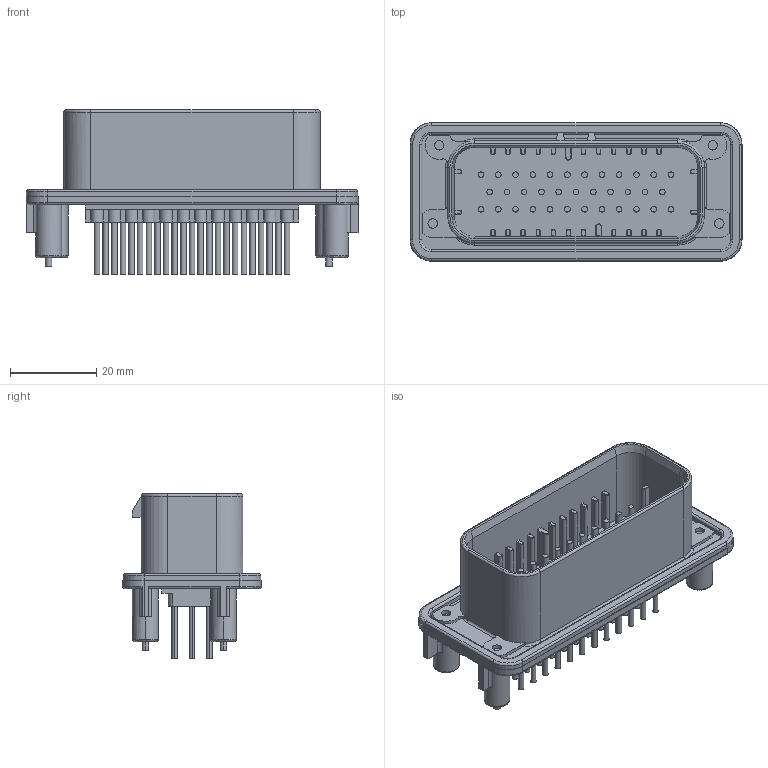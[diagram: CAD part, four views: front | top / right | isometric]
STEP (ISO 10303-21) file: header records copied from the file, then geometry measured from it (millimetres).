
FILE_DESCRIPTION (( 'STEP AP214' ), '1' );
FILE_NAME ('c-1-776231-1-d-3d.STEP', '2020-02-23T01:42:27', ( '' ), ( '' ), 'SwSTEP 2.0', 'SolidWorks 2019', '' );
FILE_SCHEMA (( 'AUTOMOTIVE_DESIGN' ));
Length unit declared in the file: inch
Products named in the file (1): c-1-776231-1-d-3d
Bounding box: 76.9 x 32.1 x 38.05 mm (x, y, z)
Volume: 15284 mm3; surface area: 17068.8 mm2
Topology: 1 solids, 1 shells, 739 faces, 1822 edges, 1166 vertices
Faces by surface type: cylinder 362, plane 261, bspline 112, cone 4
Entity records: 34867 total; most frequent: CARTESIAN_POINT 7891, DIRECTION 3646, ORIENTED_EDGE 3644, EDGE_CURVE 1822, AXIS2_PLACEMENT_3D 1382, VERTEX_POINT 1166, VECTOR 882, LINE 882
